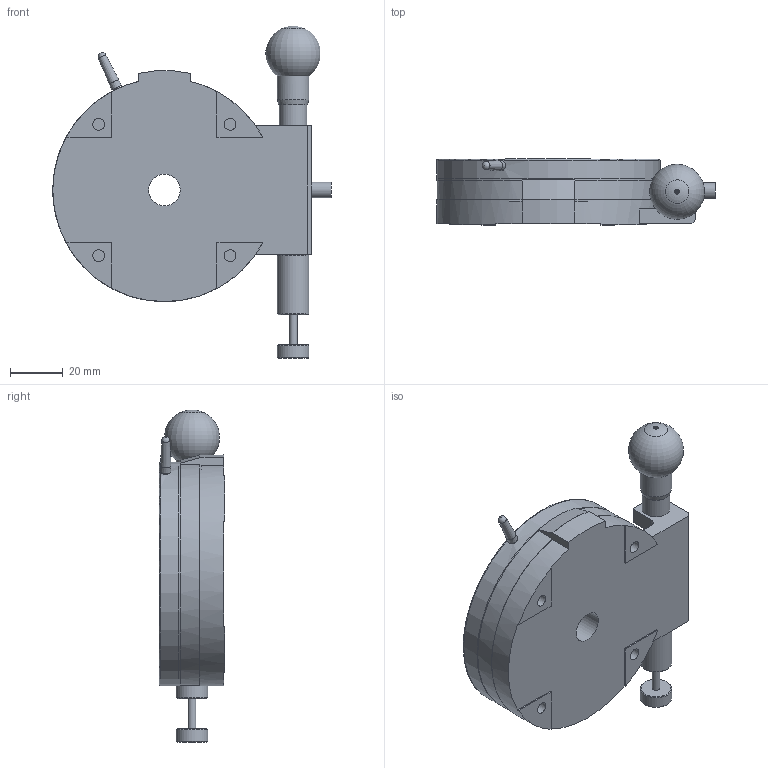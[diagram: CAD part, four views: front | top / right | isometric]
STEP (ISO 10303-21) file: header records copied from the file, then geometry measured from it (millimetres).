
FILE_DESCRIPTION (( 'STEP AP203' ), '1' );
FILE_NAME ('528963.STEP', '2024-11-12T07:24:13', ( 'Windows User' ), ( 'P R C' ), 'SwSTEP 2.0', 'SolidWorks 2020', '' );
FILE_SCHEMA (( 'CONFIG_CONTROL_DESIGN' ));
Length unit declared in the file: millimetre
Products named in the file (1): 528963
Bounding box: 106 x 25 x 126.39 mm (x, y, z)
Surface area: 46553.6 mm2 (no closed solid volume)
Topology: 0 solids, 4 shells, 2061 faces, 4302 edges, 2260 vertices
Faces by surface type: bspline 1441, cylinder 438, cone 105, plane 74, torus 3
Full cylindrical faces by diameter (mm): 2.459 x8, 3 x1, 3.242 x8, 4.5 x4, 5 x1, 6 x1, 7 x1, 8 x4, 8.5 x1, 9 x1, 9.5 x1, 10.5 x1, 12 x3, 12.034 x1, 14.917 x1, 83 x1, 84.8 x1, 85 x1
Entity records: 79392 total; most frequent: CARTESIAN_POINT 52846, ORIENTED_EDGE 8335, EDGE_CURVE 4170, VERTEX_POINT 2215, EDGE_LOOP 2180, FACE_OUTER_BOUND 2103, ADVANCED_FACE 2061, DIRECTION 1988
